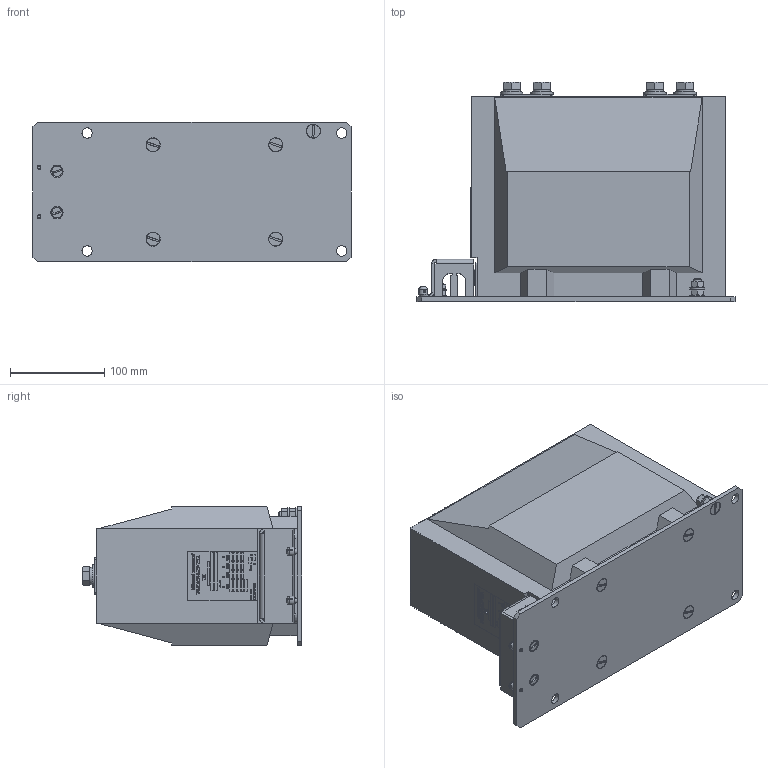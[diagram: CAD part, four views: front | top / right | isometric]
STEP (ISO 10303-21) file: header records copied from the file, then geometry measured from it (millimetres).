
FILE_DESCRIPTION(('STEP AP214'), '1');
FILE_NAME('ﾈﾁﾋﾒ.671213.019-01.00ﾑﾁ ﾒﾋﾊ-10-4(5-1500ﾀ,4糺粽萵) ', '2023-06-20T05:17:58', ('UNSPECIFIED'), ('UNSPECIFIED'), 'ASCON STEP Converter 1.3', 'ASCON Math Kernel', '');
FILE_SCHEMA(('AUTOMOTIVE_DESIGN { 1 0 10303 214 3 1 1}'));
Length unit declared in the file: millimetre
Products named in the file (23): 攘艘.671213.019-01.00; 屡扔.733411.007; 屡扔.757465.009; 屡扔.758472.007-01; 屡扔.758472.024; 屡扔.735314.027
Assembly tree (63 placements, depth 3):
  攘艘.671213.019-01.00
    屡扔.733411.007
    (unnamed)
      (unnamed)
      屡扔.757465.009  x2
      屡扔.758472.007-01  x4
      屡扔.758472.024  x4
    (unnamed)  x5
    (unnamed)  x5
    (unnamed)  x5
    (unnamed)  x4
    (unnamed)  x4
    (unnamed)  x4
    (unnamed)  x4
    (unnamed)
    (unnamed)  x2
    (unnamed)  x2
    (unnamed)  x2
    (unnamed)  x4
    (unnamed)  x4
    (unnamed)  x2
    (unnamed)
    屡扔.735314.027
Bounding box: 337.5 x 233 x 148 mm (x, y, z)
Volume: 7472856 mm3; surface area: 458408 mm2
Topology: 62 solids, 62 shells, 6606 faces, 18386 edges, 12153 vertices
Faces by surface type: plane 4074, cylinder 2248, cone 137, bspline 128, torus 19
Full cylindrical faces by diameter (mm): 2 x8, 3 x8, 4.14 x2, 4.917 x8, 5 x6, 5.3 x4, 6 x2, 6.4 x4, 6.647 x6, 7 x2, 8 x5, 8.4 x2, 9 x7, 10 x4, 10.109 x4, 10.5 x8, 11 x4, 12 x29, 13 x17, 14 x8, 16 x2, 20 x2, 24 x5
Entity records: 259368 total; most frequent: CARTESIAN_POINT 45293, ORIENTED_EDGE 34566, DIRECTION 33474, EDGE_CURVE 17283, LINE 12704, VECTOR 12704, VERTEX_POINT 11551, AXIS2_PLACEMENT_3D 10385
